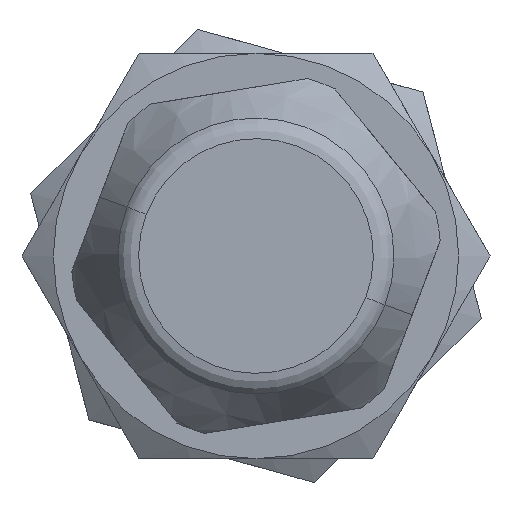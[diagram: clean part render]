
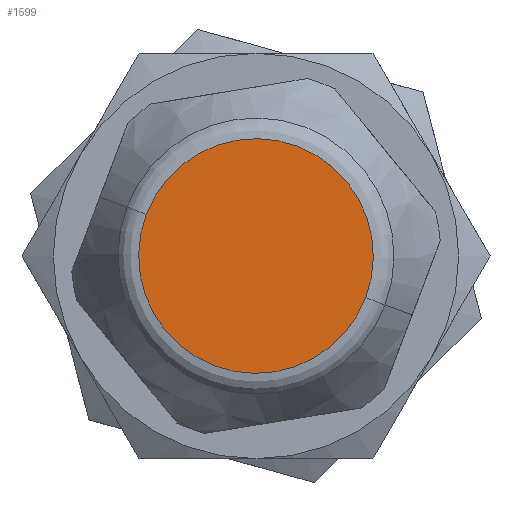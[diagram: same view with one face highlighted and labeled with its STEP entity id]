
A CAD part, front view. The second image highlights one B-rep face of the part: STEP entity #1599.
In plain terms, the highlighted planar face has unit normal (0, -1, 0).
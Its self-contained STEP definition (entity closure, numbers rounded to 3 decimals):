
#167 = EDGE_CURVE ( 'NONE', #3146, #3136, #170, .T. ) ;
#170 = CIRCLE ( 'NONE', #270, 4.923 ) ;
#270 = AXIS2_PLACEMENT_3D ( 'NONE', #2381, #2382, #2383 ) ;
#457 = AXIS2_PLACEMENT_3D ( 'NONE', #2892, #2896, #2897 ) ;
#515 = EDGE_LOOP ( 'NONE', ( #756, #757 ) ) ;
#756 = ORIENTED_EDGE ( 'NONE', *, *, #1639, .T. ) ;
#757 = ORIENTED_EDGE ( 'NONE', *, *, #167, .T. ) ;
#1026 = CARTESIAN_POINT ( 'NONE',  ( 0., -44., 0. ) ) ;
#1027 = DIRECTION ( 'NONE',  ( 0., -1., 0. ) ) ;
#1028 = DIRECTION ( 'NONE',  ( -0.935, 0., 0.354 ) ) ;
#1599 = ADVANCED_FACE ( 'NONE', ( #2552 ), #2894, .T. ) ;
#1639 = EDGE_CURVE ( 'NONE', #3136, #3146, #2618, .T. ) ;
#2191 = CARTESIAN_POINT ( 'NONE',  ( -4.603, -44., 1.744 ) ) ;
#2201 = CARTESIAN_POINT ( 'NONE',  ( 4.603, -44., -1.744 ) ) ;
#2381 = CARTESIAN_POINT ( 'NONE',  ( 0., -44., 0. ) ) ;
#2382 = DIRECTION ( 'NONE',  ( 0., -1., 0. ) ) ;
#2383 = DIRECTION ( 'NONE',  ( -0.935, 0., 0.354 ) ) ;
#2552 = FACE_OUTER_BOUND ( 'NONE', #515, .T. ) ;
#2618 = CIRCLE ( 'NONE', #3038, 4.923 ) ;
#2892 = CARTESIAN_POINT ( 'NONE',  ( 0., -44., -2.654 ) ) ;
#2894 = PLANE ( 'NONE',  #457 ) ;
#2896 = DIRECTION ( 'NONE',  ( 0., -1., 0. ) ) ;
#2897 = DIRECTION ( 'NONE',  ( 0., 0., -1. ) ) ;
#3038 = AXIS2_PLACEMENT_3D ( 'NONE', #1026, #1027, #1028 ) ;
#3136 = VERTEX_POINT ( 'NONE', #2191 ) ;
#3146 = VERTEX_POINT ( 'NONE', #2201 ) ;
